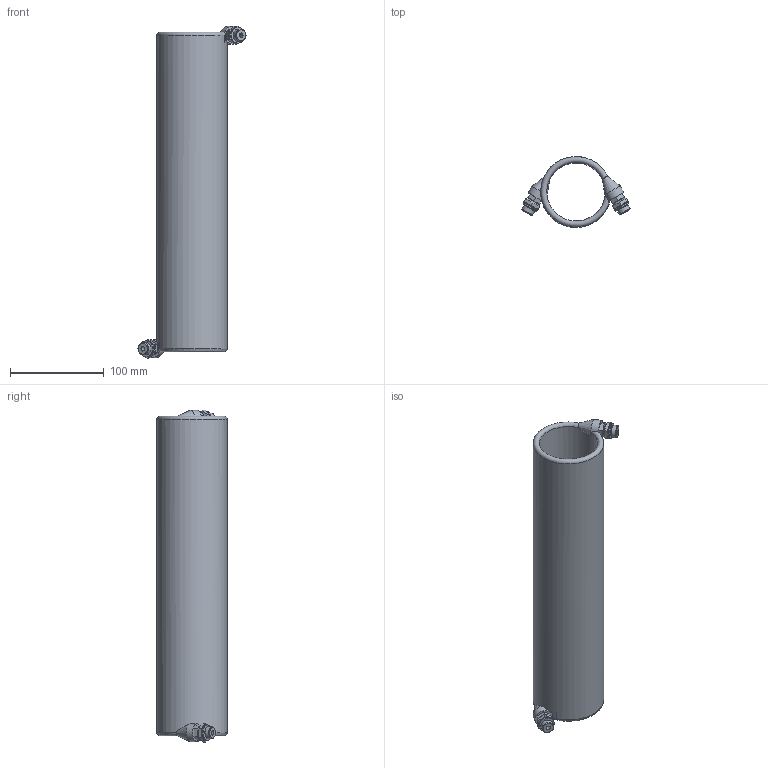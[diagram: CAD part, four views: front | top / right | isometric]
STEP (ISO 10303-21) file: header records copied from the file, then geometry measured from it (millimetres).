
FILE_DESCRIPTION(/* description */ ('STEP AP214'),/* implementation_level */ '2;1');
FILE_NAME(/* name */ '19798_PPS-4-75-1_4-BL',/* time_stamp */ '2024-09-13T19:15:47+02:00',/* author */ ('License CC BY-ND 4.0'),/* organization */ ('CADENAS'),/* preprocessor_version */ 'ST-DEVELOPER v19.3',/* originating_system */ 'PARTsolutions',/* authorisation */ ' ');
FILE_SCHEMA (('AUTOMOTIVE_DESIGN {1 0 10303 214 3 1 1}'));
Length unit declared in the file: millimetre
Products named in the file (1): 19798 PPS-4-7,5-1/4-BL
Bounding box: 114.98 x 74.87 x 353.27 mm (x, y, z)
Volume: 477209.2 mm3; surface area: 152371.2 mm2
Topology: 1 solids, 1 shells, 106 faces, 269 edges, 171 vertices
Faces by surface type: plane 68, cone 22, cylinder 12, torus 4
Full cylindrical faces by diameter (mm): 4.76 x2, 13.157 x2, 16.8 x2, 17 x2, 62.28 x1, 75 x1
Entity records: 3944 total; most frequent: CARTESIAN_POINT 831, ORIENTED_EDGE 488, DIRECTION 450, EDGE_CURVE 244, AXIS2_PLACEMENT_3D 179, VERTEX_POINT 166, EDGE_LOOP 134, FACE_BOUND 134
